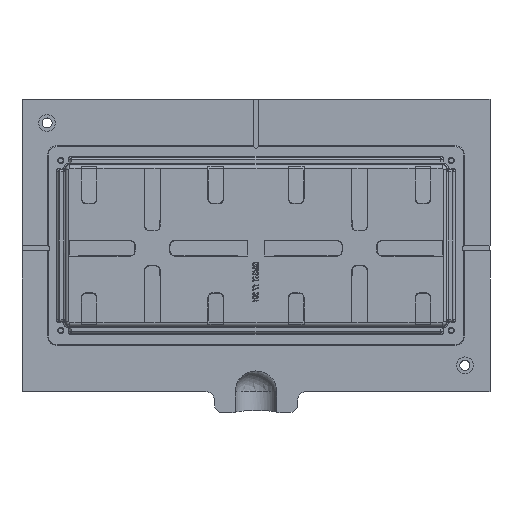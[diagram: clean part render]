
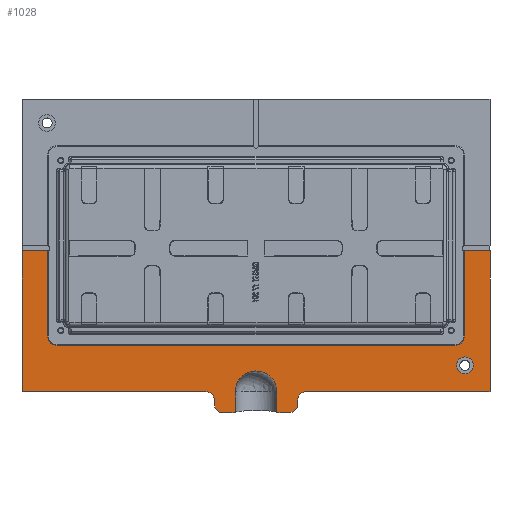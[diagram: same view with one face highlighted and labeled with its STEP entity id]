
A CAD part, top view. The second image highlights one B-rep face of the part: STEP entity #1028.
In plain terms, the highlighted planar face has unit normal (0, 0, 1).
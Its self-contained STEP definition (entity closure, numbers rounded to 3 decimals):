
#1028=ADVANCED_FACE('',(#2848,#2849),#1463,.T.);
#1463=PLANE('',#7508);
#1681=ELLIPSE('',#7501,10.11,10.);
#1682=ELLIPSE('',#7503,10.11,10.);
#1683=ELLIPSE('',#7504,10.11,10.);
#1684=ELLIPSE('',#7507,10.11,10.);
#1808=LINE('',#9893,#2314);
#1809=LINE('',#9898,#2315);
#1810=LINE('',#9900,#2316);
#1811=LINE('',#9904,#2317);
#1812=LINE('',#9906,#2318);
#1813=LINE('',#9910,#2319);
#1814=LINE('',#9914,#2320);
#1815=LINE('',#9916,#2321);
#1816=LINE('',#9918,#2322);
#1817=LINE('',#9920,#2323);
#1818=LINE('',#9924,#2324);
#1819=LINE('',#9928,#2325);
#1820=LINE('',#9930,#2326);
#1821=LINE('',#9932,#2327);
#1822=LINE('',#9934,#2328);
#2314=VECTOR('',#8122,1.);
#2315=VECTOR('',#8125,1.);
#2316=VECTOR('',#8126,1.);
#2317=VECTOR('',#8129,1.);
#2318=VECTOR('',#8130,1.);
#2319=VECTOR('',#8133,1.);
#2320=VECTOR('',#8136,1.);
#2321=VECTOR('',#8137,1.);
#2322=VECTOR('',#8138,1.);
#2323=VECTOR('',#8139,1.);
#2324=VECTOR('',#8142,1.);
#2325=VECTOR('',#8145,1.);
#2326=VECTOR('',#8146,1.);
#2327=VECTOR('',#8147,1.);
#2328=VECTOR('',#8148,1.);
#2848=FACE_BOUND('',#2913,.T.);
#2849=FACE_BOUND('',#2914,.T.);
#2913=EDGE_LOOP('',(#3392));
#2914=EDGE_LOOP('',(#3393,#3394,#3395,#3396,#3397,#3398,#3399,#3400,#3401,
#3402,#3403,#3404,#3405,#3406,#3407,#3408,#3409,#3410,#3411,#3412,#3413,
#3414));
#3392=ORIENTED_EDGE('',*,*,#6266,.T.);
#3393=ORIENTED_EDGE('',*,*,#6267,.F.);
#3394=ORIENTED_EDGE('',*,*,#6268,.T.);
#3395=ORIENTED_EDGE('',*,*,#6269,.F.);
#3396=ORIENTED_EDGE('',*,*,#6270,.T.);
#3397=ORIENTED_EDGE('',*,*,#6271,.T.);
#3398=ORIENTED_EDGE('',*,*,#6272,.T.);
#3399=ORIENTED_EDGE('',*,*,#6273,.F.);
#3400=ORIENTED_EDGE('',*,*,#6274,.T.);
#3401=ORIENTED_EDGE('',*,*,#6275,.F.);
#3402=ORIENTED_EDGE('',*,*,#6276,.T.);
#3403=ORIENTED_EDGE('',*,*,#6277,.T.);
#3404=ORIENTED_EDGE('',*,*,#6278,.T.);
#3405=ORIENTED_EDGE('',*,*,#6279,.T.);
#3406=ORIENTED_EDGE('',*,*,#6280,.T.);
#3407=ORIENTED_EDGE('',*,*,#6281,.T.);
#3408=ORIENTED_EDGE('',*,*,#6282,.T.);
#3409=ORIENTED_EDGE('',*,*,#6283,.T.);
#3410=ORIENTED_EDGE('',*,*,#6284,.T.);
#3411=ORIENTED_EDGE('',*,*,#6285,.F.);
#3412=ORIENTED_EDGE('',*,*,#6286,.T.);
#3413=ORIENTED_EDGE('',*,*,#6287,.T.);
#3414=ORIENTED_EDGE('',*,*,#6288,.T.);
#5570=VERTEX_POINT('',#9892);
#5571=VERTEX_POINT('',#9894);
#5572=VERTEX_POINT('',#9895);
#5573=VERTEX_POINT('',#9897);
#5574=VERTEX_POINT('',#9899);
#5575=VERTEX_POINT('',#9901);
#5576=VERTEX_POINT('',#9903);
#5577=VERTEX_POINT('',#9905);
#5578=VERTEX_POINT('',#9907);
#5579=VERTEX_POINT('',#9909);
#5580=VERTEX_POINT('',#9911);
#5581=VERTEX_POINT('',#9913);
#5582=VERTEX_POINT('',#9915);
#5583=VERTEX_POINT('',#9917);
#5584=VERTEX_POINT('',#9919);
#5585=VERTEX_POINT('',#9921);
#5586=VERTEX_POINT('',#9923);
#5587=VERTEX_POINT('',#9925);
#5588=VERTEX_POINT('',#9927);
#5589=VERTEX_POINT('',#9929);
#5590=VERTEX_POINT('',#9931);
#5591=VERTEX_POINT('',#9933);
#5592=VERTEX_POINT('',#9935);
#6266=EDGE_CURVE('',#5570,#5570,#7355,.T.);
#6267=EDGE_CURVE('',#5571,#5572,#1808,.T.);
#6268=EDGE_CURVE('',#5571,#5573,#1681,.T.);
#6269=EDGE_CURVE('',#5574,#5573,#1809,.T.);
#6270=EDGE_CURVE('',#5574,#5575,#1810,.T.);
#6271=EDGE_CURVE('',#5575,#5576,#7356,.T.);
#6272=EDGE_CURVE('',#5576,#5577,#1811,.T.);
#6273=EDGE_CURVE('',#5578,#5577,#1812,.T.);
#6274=EDGE_CURVE('',#5578,#5579,#1682,.T.);
#6275=EDGE_CURVE('',#5580,#5579,#1813,.T.);
#6276=EDGE_CURVE('',#5580,#5581,#1683,.T.);
#6277=EDGE_CURVE('',#5581,#5582,#1814,.T.);
#6278=EDGE_CURVE('',#5582,#5583,#1815,.T.);
#6279=EDGE_CURVE('',#5583,#5584,#1816,.T.);
#6280=EDGE_CURVE('',#5584,#5585,#1817,.T.);
#6281=EDGE_CURVE('',#5585,#5586,#7357,.T.);
#6282=EDGE_CURVE('',#5586,#5587,#1818,.T.);
#6283=EDGE_CURVE('',#5587,#5588,#7358,.T.);
#6284=EDGE_CURVE('',#5588,#5589,#1819,.T.);
#6285=EDGE_CURVE('',#5590,#5589,#1820,.T.);
#6286=EDGE_CURVE('',#5590,#5591,#1821,.T.);
#6287=EDGE_CURVE('',#5591,#5592,#1822,.T.);
#6288=EDGE_CURVE('',#5592,#5572,#1684,.T.);
#7355=CIRCLE('',#7500,10.);
#7356=CIRCLE('',#7502,25.);
#7357=CIRCLE('',#7505,11.5);
#7358=CIRCLE('',#7506,11.5);
#7500=AXIS2_PLACEMENT_3D('',#9891,#8120,#8121);
#7501=AXIS2_PLACEMENT_3D('',#9896,#8123,#8124);
#7502=AXIS2_PLACEMENT_3D('',#9902,#8127,#8128);
#7503=AXIS2_PLACEMENT_3D('',#9908,#8131,#8132);
#7504=AXIS2_PLACEMENT_3D('',#9912,#8134,#8135);
#7505=AXIS2_PLACEMENT_3D('',#9922,#8140,#8141);
#7506=AXIS2_PLACEMENT_3D('',#9926,#8143,#8144);
#7507=AXIS2_PLACEMENT_3D('',#9936,#8149,#8150);
#7508=AXIS2_PLACEMENT_3D('',#9937,#8151,#8152);
#8120=DIRECTION('',(0.,0.,-1.));
#8121=DIRECTION('',(-1.,0.,0.));
#8122=DIRECTION('',(0.,1.,0.));
#8123=DIRECTION('',(0.,0.,1.));
#8124=DIRECTION('',(-0.707,-0.707,0.));
#8125=DIRECTION('',(-1.,0.,0.));
#8126=DIRECTION('',(0.,1.,0.));
#8127=DIRECTION('',(0.,0.,-1.));
#8128=DIRECTION('',(1.,0.,0.));
#8129=DIRECTION('',(0.,-1.,0.));
#8130=DIRECTION('',(-1.,0.,0.));
#8131=DIRECTION('',(0.,0.,1.));
#8132=DIRECTION('',(0.707,-0.707,0.));
#8133=DIRECTION('',(0.,-1.,0.));
#8134=DIRECTION('',(0.,0.,-1.));
#8135=DIRECTION('',(-0.707,0.707,0.));
#8136=DIRECTION('',(1.,0.,0.));
#8137=DIRECTION('',(0.,1.,0.));
#8138=DIRECTION('',(-1.,0.,0.));
#8139=DIRECTION('',(0.,-1.,0.));
#8140=DIRECTION('',(0.,0.,-1.));
#8141=DIRECTION('',(1.,0.,0.));
#8142=DIRECTION('',(-1.,0.,0.));
#8143=DIRECTION('',(0.,0.,-1.));
#8144=DIRECTION('',(1.,0.,0.));
#8145=DIRECTION('',(0.,1.,0.));
#8146=DIRECTION('',(1.,0.,0.));
#8147=DIRECTION('',(0.,-1.,0.));
#8148=DIRECTION('',(1.,0.,0.));
#8149=DIRECTION('',(0.,0.,-1.));
#8150=DIRECTION('',(-0.707,-0.707,0.));
#8151=DIRECTION('',(0.,0.,1.));
#8152=DIRECTION('',(1.,0.,0.));
#9891=CARTESIAN_POINT('',(530.,31.718,39.5));
#9892=CARTESIAN_POINT('',(520.,31.718,39.5));
#9893=CARTESIAN_POINT('',(230.,-25.,39.5));
#9894=CARTESIAN_POINT('',(230.,-15.055,39.5));
#9895=CARTESIAN_POINT('',(230.,-9.945,39.5));
#9896=CARTESIAN_POINT('',(240.055,-14.945,39.5));
#9897=CARTESIAN_POINT('',(239.945,-25.,39.5));
#9898=CARTESIAN_POINT('',(330.,-25.,39.5));
#9899=CARTESIAN_POINT('',(255.,-25.,39.5));
#9900=CARTESIAN_POINT('',(255.,-39.5,39.5));
#9901=CARTESIAN_POINT('',(255.,0.,39.5));
#9902=CARTESIAN_POINT('',(280.,0.,39.5));
#9903=CARTESIAN_POINT('',(305.,0.,39.5));
#9904=CARTESIAN_POINT('',(305.,-39.5,39.5));
#9905=CARTESIAN_POINT('',(305.,-25.,39.5));
#9906=CARTESIAN_POINT('',(330.,-25.,39.5));
#9907=CARTESIAN_POINT('',(320.055,-25.,39.5));
#9908=CARTESIAN_POINT('',(319.945,-14.945,39.5));
#9909=CARTESIAN_POINT('',(330.,-15.055,39.5));
#9910=CARTESIAN_POINT('',(330.,-25.,39.5));
#9911=CARTESIAN_POINT('',(330.,-9.945,39.5));
#9912=CARTESIAN_POINT('',(340.055,-10.055,39.5));
#9913=CARTESIAN_POINT('',(339.945,0.,39.5));
#9914=CARTESIAN_POINT('',(0.,0.,39.5));
#9915=CARTESIAN_POINT('',(560.,0.,39.5));
#9916=CARTESIAN_POINT('',(560.,0.,39.5));
#9917=CARTESIAN_POINT('',(560.,168.718,39.5));
#9918=CARTESIAN_POINT('',(0.,168.718,39.5));
#9919=CARTESIAN_POINT('',(529.5,168.718,39.5));
#9920=CARTESIAN_POINT('',(529.5,0.,39.5));
#9921=CARTESIAN_POINT('',(529.5,67.,39.5));
#9922=CARTESIAN_POINT('',(518.,67.,39.5));
#9923=CARTESIAN_POINT('',(518.,55.5,39.5));
#9924=CARTESIAN_POINT('',(0.,55.5,39.5));
#9925=CARTESIAN_POINT('',(42.,55.5,39.5));
#9926=CARTESIAN_POINT('',(42.,67.,39.5));
#9927=CARTESIAN_POINT('',(30.5,67.,39.5));
#9928=CARTESIAN_POINT('',(30.5,0.,39.5));
#9929=CARTESIAN_POINT('',(30.5,168.718,39.5));
#9930=CARTESIAN_POINT('',(0.,168.718,39.5));
#9931=CARTESIAN_POINT('',(0.,168.718,39.5));
#9932=CARTESIAN_POINT('',(0.,350.,39.5));
#9933=CARTESIAN_POINT('',(0.,0.,39.5));
#9934=CARTESIAN_POINT('',(0.,0.,39.5));
#9935=CARTESIAN_POINT('',(220.055,0.,39.5));
#9936=CARTESIAN_POINT('',(219.945,-10.055,39.5));
#9937=CARTESIAN_POINT('',(0.,0.,39.5));
